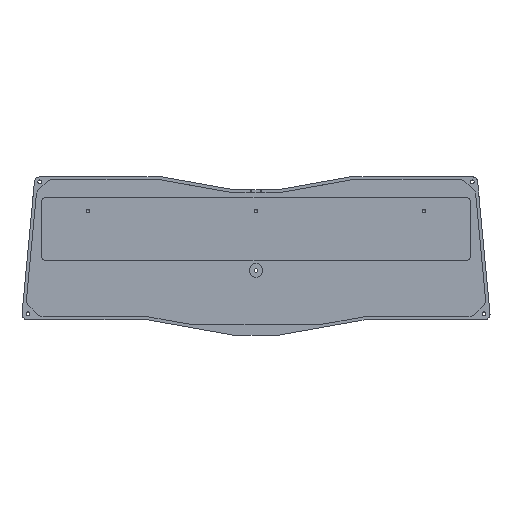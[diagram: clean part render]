
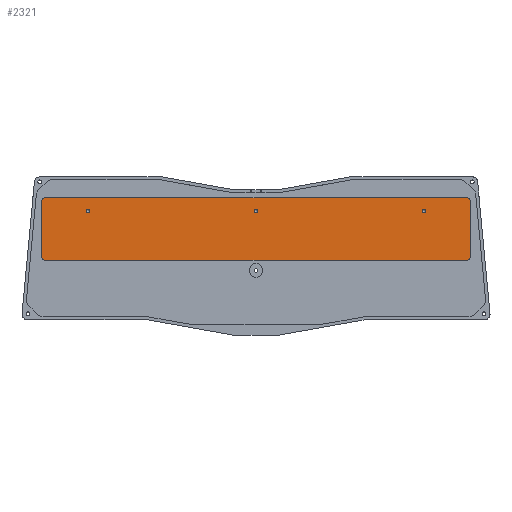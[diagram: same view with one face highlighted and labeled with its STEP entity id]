
A CAD part, top view. The second image highlights one B-rep face of the part: STEP entity #2321.
In plain terms, the highlighted planar face has unit normal (0, 0, 1).
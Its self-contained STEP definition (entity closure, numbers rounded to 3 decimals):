
#97=FACE_BOUND('',#349,.T.);
#98=FACE_BOUND('',#350,.T.);
#99=FACE_BOUND('',#351,.T.);
#127=PLANE('',#2502);
#206=FACE_OUTER_BOUND('',#348,.T.);
#348=EDGE_LOOP('',(#1673,#1674,#1675,#1676,#1677,#1678,#1679,#1680));
#349=EDGE_LOOP('',(#1681));
#350=EDGE_LOOP('',(#1682));
#351=EDGE_LOOP('',(#1683));
#526=LINE('',#3387,#743);
#530=LINE('',#3396,#747);
#533=LINE('',#3404,#750);
#536=LINE('',#3412,#753);
#743=VECTOR('',#2761,10.);
#747=VECTOR('',#2771,10.);
#750=VECTOR('',#2780,10.);
#753=VECTOR('',#2789,10.);
#942=CIRCLE('',#2481,1.265);
#944=CIRCLE('',#2485,1.265);
#946=CIRCLE('',#2489,1.265);
#947=CIRCLE('',#2492,3.25);
#948=CIRCLE('',#2495,3.25);
#949=CIRCLE('',#2498,3.25);
#950=CIRCLE('',#2501,3.25);
#1042=VERTEX_POINT('',#3362);
#1045=VERTEX_POINT('',#3371);
#1048=VERTEX_POINT('',#3380);
#1049=VERTEX_POINT('',#3384);
#1050=VERTEX_POINT('',#3386);
#1051=VERTEX_POINT('',#3390);
#1052=VERTEX_POINT('',#3394);
#1053=VERTEX_POINT('',#3398);
#1054=VERTEX_POINT('',#3402);
#1055=VERTEX_POINT('',#3406);
#1056=VERTEX_POINT('',#3410);
#1268=EDGE_CURVE('',#1042,#1042,#942,.T.);
#1272=EDGE_CURVE('',#1045,#1045,#944,.T.);
#1276=EDGE_CURVE('',#1048,#1048,#946,.T.);
#1279=EDGE_CURVE('',#1049,#1050,#526,.T.);
#1282=EDGE_CURVE('',#1051,#1049,#947,.T.);
#1284=EDGE_CURVE('',#1052,#1051,#530,.T.);
#1286=EDGE_CURVE('',#1053,#1052,#948,.T.);
#1288=EDGE_CURVE('',#1054,#1053,#533,.T.);
#1290=EDGE_CURVE('',#1055,#1054,#949,.T.);
#1292=EDGE_CURVE('',#1056,#1055,#536,.T.);
#1293=EDGE_CURVE('',#1050,#1056,#950,.T.);
#1673=ORIENTED_EDGE('',*,*,#1293,.F.);
#1674=ORIENTED_EDGE('',*,*,#1279,.F.);
#1675=ORIENTED_EDGE('',*,*,#1282,.F.);
#1676=ORIENTED_EDGE('',*,*,#1284,.F.);
#1677=ORIENTED_EDGE('',*,*,#1286,.F.);
#1678=ORIENTED_EDGE('',*,*,#1288,.F.);
#1679=ORIENTED_EDGE('',*,*,#1290,.F.);
#1680=ORIENTED_EDGE('',*,*,#1292,.F.);
#1681=ORIENTED_EDGE('',*,*,#1268,.T.);
#1682=ORIENTED_EDGE('',*,*,#1272,.T.);
#1683=ORIENTED_EDGE('',*,*,#1276,.T.);
#2321=ADVANCED_FACE('',(#206,#97,#98,#99),#127,.T.);
#2481=AXIS2_PLACEMENT_3D('',#3363,#2735,#2736);
#2485=AXIS2_PLACEMENT_3D('',#3372,#2745,#2746);
#2489=AXIS2_PLACEMENT_3D('',#3381,#2755,#2756);
#2492=AXIS2_PLACEMENT_3D('',#3392,#2766,#2767);
#2495=AXIS2_PLACEMENT_3D('',#3400,#2775,#2776);
#2498=AXIS2_PLACEMENT_3D('',#3408,#2784,#2785);
#2501=AXIS2_PLACEMENT_3D('',#3414,#2792,#2793);
#2502=AXIS2_PLACEMENT_3D('',#3415,#2794,#2795);
#2735=DIRECTION('center_axis',(0.,0.,
-1.));
#2736=DIRECTION('ref_axis',(0.,-1.,0.));
#2745=DIRECTION('center_axis',(0.,0.,
-1.));
#2746=DIRECTION('ref_axis',(0.,-1.,0.));
#2755=DIRECTION('center_axis',(0.,0.,
-1.));
#2756=DIRECTION('ref_axis',(0.,-1.,0.));
#2761=DIRECTION('',(0.,-1.,0.));
#2766=DIRECTION('center_axis',(0.,0.,
-1.));
#2767=DIRECTION('ref_axis',(1.,0.,0.));
#2771=DIRECTION('',(1.,0.,0.));
#2775=DIRECTION('center_axis',(0.,0.,
-1.));
#2776=DIRECTION('ref_axis',(0.,1.,0.));
#2780=DIRECTION('',(0.,1.,0.));
#2784=DIRECTION('center_axis',(0.,0.,
-1.));
#2785=DIRECTION('ref_axis',(-1.,0.,0.));
#2789=DIRECTION('',(-1.,0.,0.));
#2792=DIRECTION('center_axis',(0.,0.,
-1.));
#2793=DIRECTION('ref_axis',(0.,-1.,0.));
#2794=DIRECTION('center_axis',(0.,0.,
1.));
#2795=DIRECTION('ref_axis',(-1.,0.,0.));
#3362=CARTESIAN_POINT('',(24.6,-7.757,-15.97));
#3363=CARTESIAN_POINT('Origin',(24.6,-9.022,-15.97));
#3371=CARTESIAN_POINT('',(284.6,-7.757,-15.97));
#3372=CARTESIAN_POINT('Origin',(284.6,-9.022,-15.97));
#3380=CARTESIAN_POINT('',(154.6,-7.757,-15.97));
#3381=CARTESIAN_POINT('Origin',(154.6,-9.022,-15.97));
#3384=CARTESIAN_POINT('',(320.85,-2.022,-15.97));
#3386=CARTESIAN_POINT('',(320.85,-44.022,-15.97));
#3387=CARTESIAN_POINT('',(320.85,-12.522,-15.97));
#3390=CARTESIAN_POINT('',(317.6,1.228,-15.97));
#3392=CARTESIAN_POINT('Origin',(317.6,-2.022,-15.97));
#3394=CARTESIAN_POINT('',(-8.4,1.228,-15.97));
#3396=CARTESIAN_POINT('',(73.1,1.228,-15.97));
#3398=CARTESIAN_POINT('',(-11.65,-2.022,-15.97));
#3400=CARTESIAN_POINT('Origin',(-8.4,-2.022,-15.97));
#3402=CARTESIAN_POINT('',(-11.65,-44.022,-15.97));
#3404=CARTESIAN_POINT('',(-11.65,-33.522,-15.97));
#3406=CARTESIAN_POINT('',(-8.4,-47.272,-15.97));
#3408=CARTESIAN_POINT('Origin',(-8.4,-44.022,-15.97));
#3410=CARTESIAN_POINT('',(317.6,-47.272,-15.97));
#3412=CARTESIAN_POINT('',(236.1,-47.272,-15.97));
#3414=CARTESIAN_POINT('Origin',(317.6,-44.022,-15.97));
#3415=CARTESIAN_POINT('Origin',(154.6,-23.022,-15.97));
